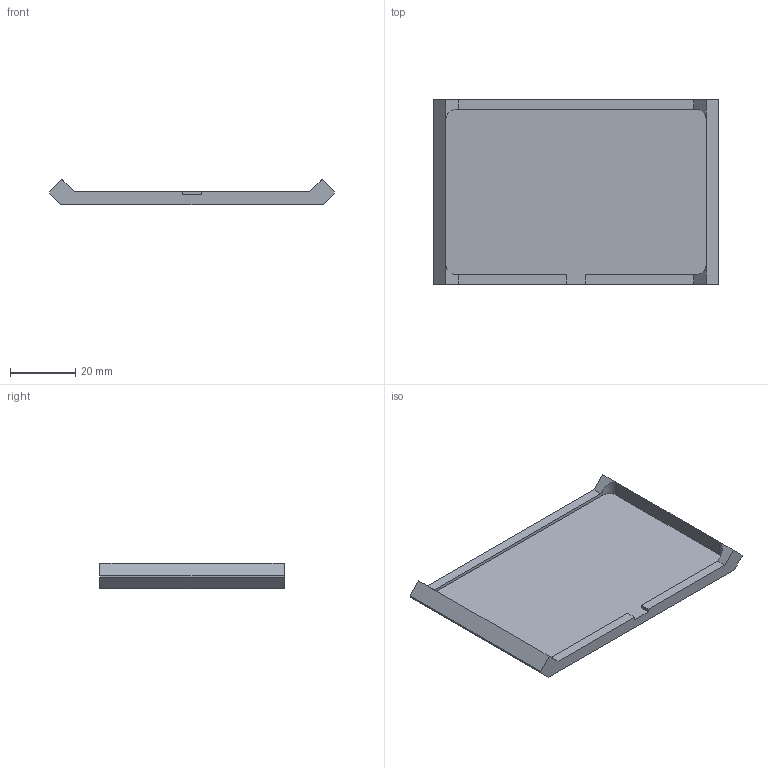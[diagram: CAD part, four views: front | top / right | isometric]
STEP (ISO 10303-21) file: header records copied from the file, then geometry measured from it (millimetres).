
FILE_DESCRIPTION (( 'STEP AP214' ), '1' );
FILE_NAME ('093wa601.STEP', '2014-08-20T13:41:50', ( '' ), ( '' ), 'SwSTEP 2.0', 'SolidWorks 2014', '' );
FILE_SCHEMA (( 'AUTOMOTIVE_DESIGN' ));
Length unit declared in the file: millimetre
Products named in the file (1): 093wa601
Bounding box: 87.3 x 56.6 x 7.78 mm (x, y, z)
Volume: 15941.8 mm3; surface area: 11671 mm2
Topology: 1 solids, 1 shells, 28 faces, 74 edges, 48 vertices
Faces by surface type: plane 24, cylinder 4
Entity records: 886 total; most frequent: CARTESIAN_POINT 169, ORIENTED_EDGE 148, DIRECTION 130, EDGE_CURVE 74, LINE 64, VECTOR 64, VERTEX_POINT 48, AXIS2_PLACEMENT_3D 33
